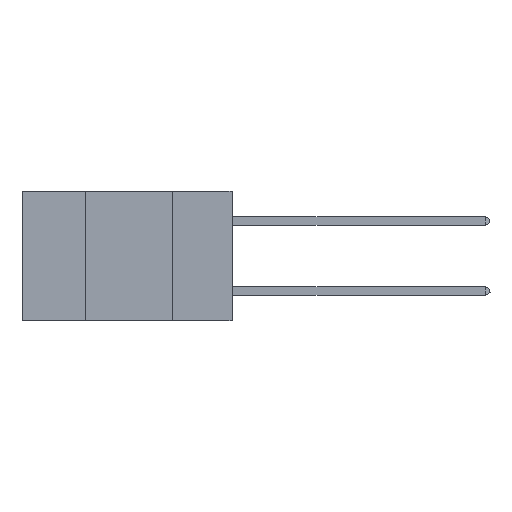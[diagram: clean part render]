
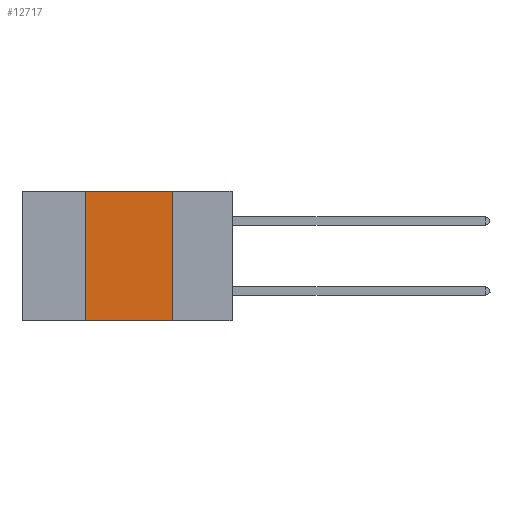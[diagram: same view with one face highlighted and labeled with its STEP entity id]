
A CAD part, left-side view. The second image highlights one B-rep face of the part: STEP entity #12717.
In plain terms, the highlighted planar face has unit normal (-1, 0, 0).
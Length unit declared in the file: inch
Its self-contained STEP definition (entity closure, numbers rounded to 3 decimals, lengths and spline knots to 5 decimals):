
#139 = ORIENTED_EDGE ( 'NONE', *, *, #13440, .F. ) ;
#529 = ORIENTED_EDGE ( 'NONE', *, *, #13378, .F. ) ;
#1127 = DIRECTION ( 'NONE',  ( 0., 0., 1. ) ) ;
#1157 = VECTOR ( 'NONE', #6529, 39.37008 ) ;
#1352 = DIRECTION ( 'NONE',  ( 1., 0., 0. ) ) ;
#2673 = ORIENTED_EDGE ( 'NONE', *, *, #11308, .T. ) ;
#2956 = CARTESIAN_POINT ( 'NONE',  ( 0., 0.17, -0.37 ) ) ;
#3127 = ORIENTED_EDGE ( 'NONE', *, *, #7279, .F. ) ;
#3131 = AXIS2_PLACEMENT_3D ( 'NONE', #14465, #1352, #9884 ) ;
#3473 = EDGE_LOOP ( 'NONE', ( #529, #139, #3127, #2673 ) ) ;
#4283 = VECTOR ( 'NONE', #1127, 39.37008 ) ;
#4288 = LINE ( 'NONE', #4693, #10342 ) ;
#4551 = CARTESIAN_POINT ( 'NONE',  ( 0., 0.17, 0. ) ) ;
#4693 = CARTESIAN_POINT ( 'NONE',  ( 0., 0.6, -0.37 ) ) ;
#5533 = VERTEX_POINT ( 'NONE', #8660 ) ;
#5779 = FACE_OUTER_BOUND ( 'NONE', #3473, .T. ) ;
#6363 = CARTESIAN_POINT ( 'NONE',  ( 0., 0.17, 0. ) ) ;
#6529 = DIRECTION ( 'NONE',  ( 0., -1., 0. ) ) ;
#7279 = EDGE_CURVE ( 'NONE', #11739, #5533, #11088, .T. ) ;
#7289 = LINE ( 'NONE', #13613, #1157 ) ;
#7402 = PLANE ( 'NONE',  #3131 ) ;
#7895 = CARTESIAN_POINT ( 'NONE',  ( 0., 0.42, -0.37 ) ) ;
#8660 = CARTESIAN_POINT ( 'NONE',  ( 0., 0.42, 0. ) ) ;
#8795 = VERTEX_POINT ( 'NONE', #2956 ) ;
#9884 = DIRECTION ( 'NONE',  ( 0., 0., -1. ) ) ;
#10342 = VECTOR ( 'NONE', #13046, 39.37008 ) ;
#10820 = CARTESIAN_POINT ( 'NONE',  ( 0., 0.42, 0. ) ) ;
#11088 = LINE ( 'NONE', #10820, #4283 ) ;
#11308 = EDGE_CURVE ( 'NONE', #11739, #8795, #4288, .T. ) ;
#11739 = VERTEX_POINT ( 'NONE', #7895 ) ;
#12005 = VECTOR ( 'NONE', #13464, 39.37008 ) ;
#12717 = ADVANCED_FACE ( 'NONE', ( #5779 ), #7402, .F. ) ;
#13046 = DIRECTION ( 'NONE',  ( 0., -1., 0. ) ) ;
#13378 = EDGE_CURVE ( 'NONE', #14733, #8795, #14600, .T. ) ;
#13440 = EDGE_CURVE ( 'NONE', #5533, #14733, #7289, .T. ) ;
#13464 = DIRECTION ( 'NONE',  ( 0., 0., -1. ) ) ;
#13613 = CARTESIAN_POINT ( 'NONE',  ( 0., 0.6, 0. ) ) ;
#14465 = CARTESIAN_POINT ( 'NONE',  ( 0., 0.6, 0. ) ) ;
#14600 = LINE ( 'NONE', #6363, #12005 ) ;
#14733 = VERTEX_POINT ( 'NONE', #4551 ) ;
